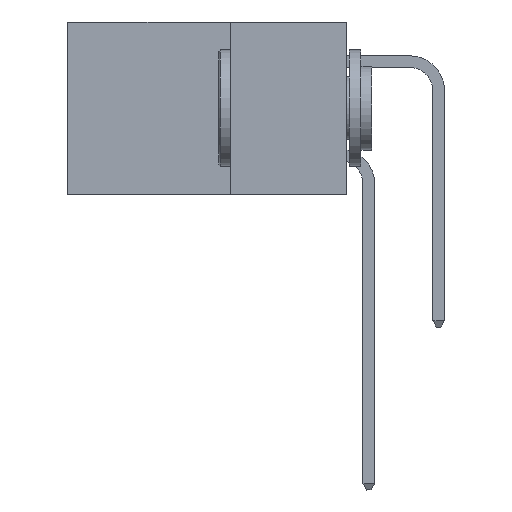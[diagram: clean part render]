
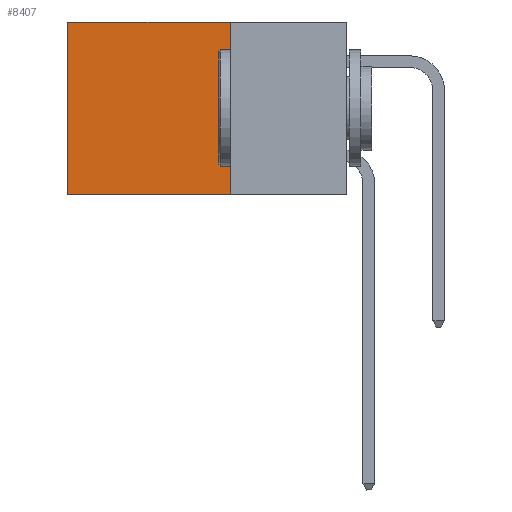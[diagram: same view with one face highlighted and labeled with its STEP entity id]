
A CAD part, left-side view. The second image highlights one B-rep face of the part: STEP entity #8407.
In plain terms, the highlighted planar face has unit normal (-1, 0, 0).
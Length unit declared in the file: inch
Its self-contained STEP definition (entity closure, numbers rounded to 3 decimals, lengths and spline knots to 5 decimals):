
#1304 = EDGE_LOOP ( 'NONE', ( #23261, #15963, #9385, #14763 ) ) ;
#1687 = LINE ( 'NONE', #22053, #9433 ) ;
#2302 = CARTESIAN_POINT ( 'NONE',  ( 0.2875, 0.25, 0. ) ) ;
#2555 = VECTOR ( 'NONE', #17379, 39.37008 ) ;
#2961 = DIRECTION ( 'NONE',  ( 0., 0., -1. ) ) ;
#3422 = DIRECTION ( 'NONE',  ( 1., 0., 0. ) ) ;
#3488 = EDGE_CURVE ( 'NONE', #16265, #11818, #10143, .T. ) ;
#3688 = CARTESIAN_POINT ( 'NONE',  ( 0.2875, 0.25, 0. ) ) ;
#4596 = DIRECTION ( 'NONE',  ( 0., 1., 0. ) ) ;
#5333 = VERTEX_POINT ( 'NONE', #7537 ) ;
#5437 = CARTESIAN_POINT ( 'NONE',  ( 0.2875, 0.25, -0.37 ) ) ;
#5557 = PLANE ( 'NONE',  #22488 ) ;
#7537 = CARTESIAN_POINT ( 'NONE',  ( 0.2875, 0.6, 0. ) ) ;
#7587 = EDGE_CURVE ( 'NONE', #5333, #18038, #25403, .T. ) ;
#8022 = LINE ( 'NONE', #3688, #19166 ) ;
#8407 = ADVANCED_FACE ( 'NONE', ( #25076 ), #5557, .F. ) ;
#8600 = CARTESIAN_POINT ( 'NONE',  ( 0.2875, 0.6, 0. ) ) ;
#9024 = CARTESIAN_POINT ( 'NONE',  ( 0.2875, 0.6, -0.37 ) ) ;
#9385 = ORIENTED_EDGE ( 'NONE', *, *, #3488, .F. ) ;
#9396 = CARTESIAN_POINT ( 'NONE',  ( 0.2875, 0.25, 0. ) ) ;
#9433 = VECTOR ( 'NONE', #4596, 39.37008 ) ;
#9880 = EDGE_CURVE ( 'NONE', #16265, #5333, #8022, .T. ) ;
#10143 = LINE ( 'NONE', #14903, #10813 ) ;
#10813 = VECTOR ( 'NONE', #2961, 39.37008 ) ;
#11293 = DIRECTION ( 'NONE',  ( 0., 0., -1. ) ) ;
#11818 = VERTEX_POINT ( 'NONE', #5437 ) ;
#13734 = EDGE_CURVE ( 'NONE', #11818, #18038, #1687, .T. ) ;
#14763 = ORIENTED_EDGE ( 'NONE', *, *, #9880, .T. ) ;
#14903 = CARTESIAN_POINT ( 'NONE',  ( 0.2875, 0.25, 0. ) ) ;
#15963 = ORIENTED_EDGE ( 'NONE', *, *, #13734, .F. ) ;
#16265 = VERTEX_POINT ( 'NONE', #2302 ) ;
#17379 = DIRECTION ( 'NONE',  ( 0., 0., -1. ) ) ;
#18038 = VERTEX_POINT ( 'NONE', #9024 ) ;
#19166 = VECTOR ( 'NONE', #22172, 39.37008 ) ;
#22053 = CARTESIAN_POINT ( 'NONE',  ( 0.2875, 0.25, -0.37 ) ) ;
#22172 = DIRECTION ( 'NONE',  ( 0., 1., 0. ) ) ;
#22488 = AXIS2_PLACEMENT_3D ( 'NONE', #9396, #3422, #11293 ) ;
#23261 = ORIENTED_EDGE ( 'NONE', *, *, #7587, .T. ) ;
#25076 = FACE_OUTER_BOUND ( 'NONE', #1304, .T. ) ;
#25403 = LINE ( 'NONE', #8600, #2555 ) ;
